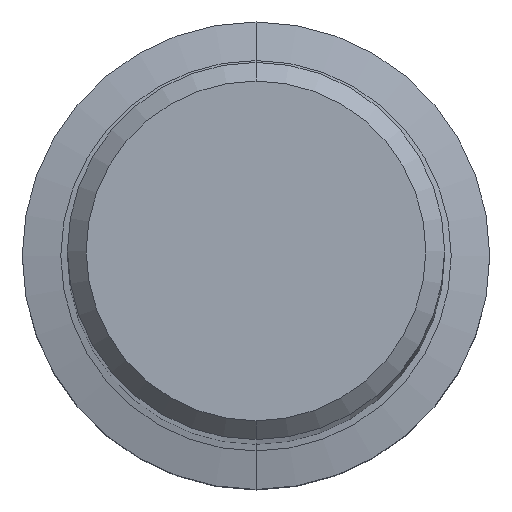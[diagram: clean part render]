
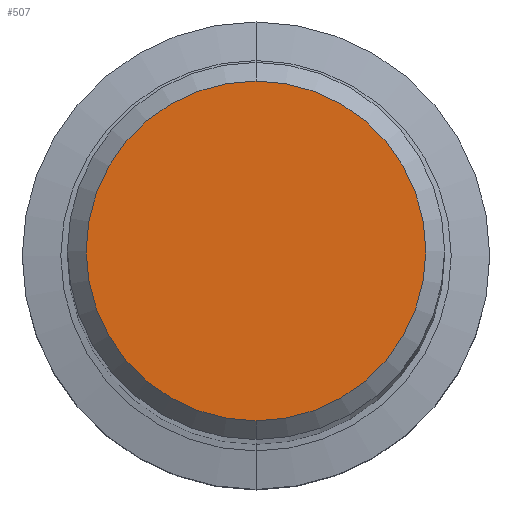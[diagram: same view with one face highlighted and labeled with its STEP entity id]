
A CAD part, top view. The second image highlights one B-rep face of the part: STEP entity #507.
In plain terms, the highlighted planar face has unit normal (0, 0, 1).
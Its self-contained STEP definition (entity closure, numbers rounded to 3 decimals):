
#257=EDGE_CURVE('',#289,#277,#617,.T.);
#277=VERTEX_POINT('',#638);
#289=VERTEX_POINT('',#652);
#369=EDGE_CURVE('',#277,#289,#737,.T.);
#507=ADVANCED_FACE('',(#896),#897,.T.);
#617=CIRCLE('',#1069,5.45);
#638=CARTESIAN_POINT('',(0.0,5.45,0.0));
#652=CARTESIAN_POINT('',(0.,-5.45,0.0));
#737=CIRCLE('',#1322,5.45);
#896=FACE_OUTER_BOUND('',#1598,.T.);
#897=PLANE('',#1599);
#1069=AXIS2_PLACEMENT_3D('',#1749,#1750,#1751);
#1322=AXIS2_PLACEMENT_3D('',#1875,#1876,#1877);
#1598=EDGE_LOOP('',(#2092,#2093));
#1599=AXIS2_PLACEMENT_3D('',#2094,#2095,#2096);
#1749=CARTESIAN_POINT('',(0.0,0.0,0.0));
#1750=DIRECTION('',(0.0,0.0,-1.0));
#1751=DIRECTION('',(0.0,1.0,0.0));
#1875=CARTESIAN_POINT('',(0.0,0.0,0.0));
#1876=DIRECTION('',(0.0,0.0,-1.0));
#1877=DIRECTION('',(0.0,1.0,0.0));
#2092=ORIENTED_EDGE('',*,*,#369,.F.);
#2093=ORIENTED_EDGE('',*,*,#257,.F.);
#2094=CARTESIAN_POINT('',(0.0,2.725,0.0));
#2095=DIRECTION('',(-0.0,0.0,1.0));
#2096=DIRECTION('',(0.0,-1.0,0.0));
